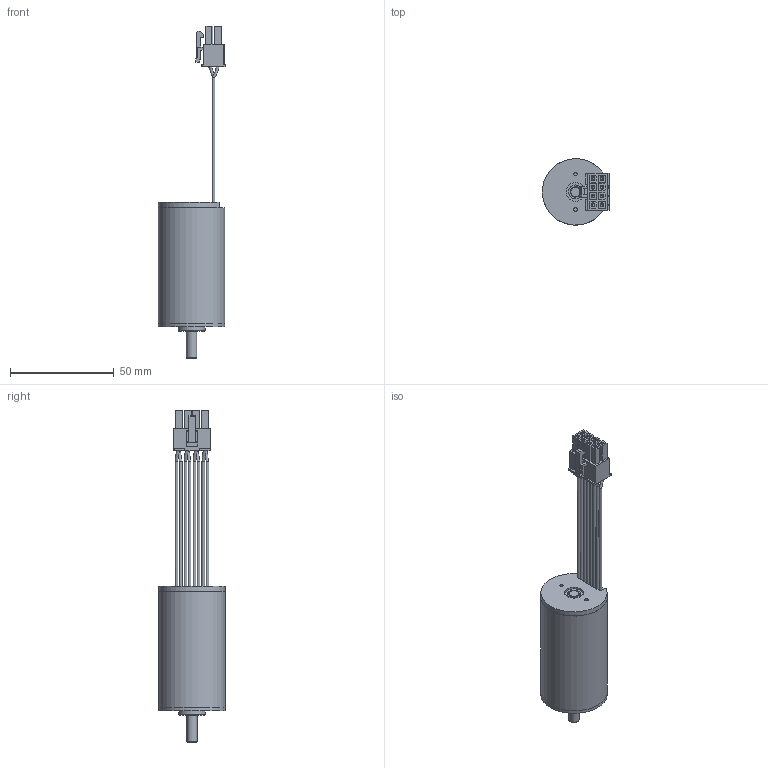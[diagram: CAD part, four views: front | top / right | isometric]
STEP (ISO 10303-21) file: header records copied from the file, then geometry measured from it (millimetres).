
FILE_DESCRIPTION (( 'STEP AP203' ), '1' );
FILE_NAME ('EC3260 3D芞.STEP', '2025-12-01T09:58:22', ( 'Windows 蚚誧' ), ( 'Organization' ), 'SwSTEP 2.0', 'SolidWorks 2020', '' );
FILE_SCHEMA (( 'CONFIG_CONTROL_DESIGN' ));
Length unit declared in the file: millimetre
Products named in the file (7): EC3260 3Dͼ; 01.14.0121 傷赽盄; 01.06.0006 粣創; 01.10.0020 粣; 01.01.0017 ヶ傷裔; 01.02.0014 綴傷裔; 01.07.0019 儂褲
Assembly tree (7 placements, depth 2):
  EC3260 3Dͼ
    01.07.0019 儂褲
    01.01.0017 ヶ傷裔
    01.02.0014 綴傷裔
    01.06.0006 粣創  x2
    01.10.0020 粣
    01.14.0121 傷赽盄
Bounding box: 32.45 x 32 x 160.1 mm (x, y, z)
Volume: 17582.5 mm3; surface area: 23896.5 mm2
Topology: 12 solids, 12 shells, 486 faces, 1230 edges, 801 vertices
Faces by surface type: plane 394, cylinder 75, bspline 8, cone 7, torus 2
Full cylindrical faces by diameter (mm): 0.6 x8, 1.3 x8, 1.6 x2, 2.5 x4, 5 x3, 5.5 x1, 6.66 x4, 9 x1, 11 x1, 11.14 x4, 13 x5, 25 x1, 29 x2, 30 x2, 30.1 x1, 30.3 x1, 32 x2
Entity records: 14819 total; most frequent: CARTESIAN_POINT 2772, ORIENTED_EDGE 2268, DIRECTION 2226, EDGE_CURVE 1134, VECTOR 966, LINE 966, VERTEX_POINT 770, AXIS2_PLACEMENT_3D 630
